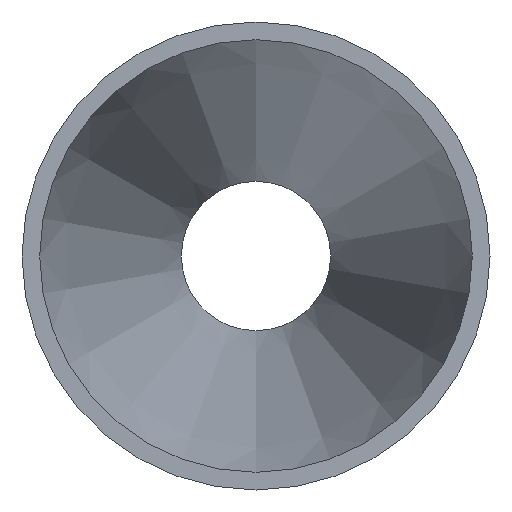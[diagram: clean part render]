
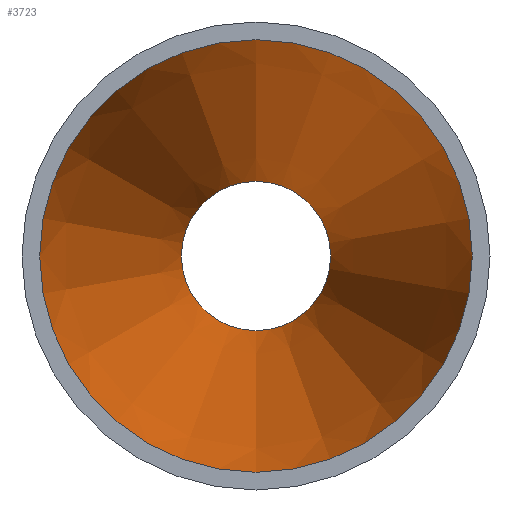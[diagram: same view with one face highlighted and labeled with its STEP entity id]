
A CAD part, front view. The second image highlights one B-rep face of the part: STEP entity #3723.
In plain terms, the highlighted conical face has half-angle 12.141 degrees and reference radius 24.954 mm.
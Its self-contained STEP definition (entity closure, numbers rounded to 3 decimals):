
#1018 = VERTEX_POINT ( 'NONE', #14171 ) ;
#1630 = ORIENTED_EDGE ( 'NONE', *, *, #1996, .F. ) ;
#1996 = EDGE_CURVE ( 'NONE', #6745, #6745, #7771, .T. ) ;
#2299 = EDGE_LOOP ( 'NONE', ( #1630 ) ) ;
#3185 = AXIS2_PLACEMENT_3D ( 'NONE', #6215, #10621, #3326 ) ;
#3326 = DIRECTION ( 'NONE',  ( 0., 0., -1. ) ) ;
#3723 = ADVANCED_FACE ( 'NONE', ( #10111, #12880 ), #17554, .F. ) ;
#4083 = DIRECTION ( 'NONE',  ( 0., 0., -1. ) ) ;
#4421 = DIRECTION ( 'NONE',  ( 0., -1., 0. ) ) ;
#6215 = CARTESIAN_POINT ( 'NONE',  ( 0., 76., 0. ) ) ;
#6745 = VERTEX_POINT ( 'NONE', #18379 ) ;
#7083 = ORIENTED_EDGE ( 'NONE', *, *, #8045, .T. ) ;
#7123 = DIRECTION ( 'NONE',  ( 0., 0., -1. ) ) ;
#7771 = CIRCLE ( 'NONE', #3185, 8.604 ) ;
#7910 = CIRCLE ( 'NONE', #13095, 24.954 ) ;
#8045 = EDGE_CURVE ( 'NONE', #1018, #1018, #7910, .T. ) ;
#8900 = CARTESIAN_POINT ( 'NONE',  ( 0., 0., 0. ) ) ;
#9219 = EDGE_LOOP ( 'NONE', ( #7083 ) ) ;
#10111 = FACE_BOUND ( 'NONE', #2299, .T. ) ;
#10621 = DIRECTION ( 'NONE',  ( 0., -1., 0. ) ) ;
#12880 = FACE_OUTER_BOUND ( 'NONE', #9219, .T. ) ;
#13095 = AXIS2_PLACEMENT_3D ( 'NONE', #8900, #4421, #7123 ) ;
#14171 = CARTESIAN_POINT ( 'NONE',  ( 0., 0., -24.954 ) ) ;
#15127 = AXIS2_PLACEMENT_3D ( 'NONE', #15916, #17157, #4083 ) ;
#15916 = CARTESIAN_POINT ( 'NONE',  ( 0., 0., 0. ) ) ;
#17157 = DIRECTION ( 'NONE',  ( 0., -1., 0. ) ) ;
#17554 = CONICAL_SURFACE ( 'NONE', #15127, 24.954, 0.212 ) ;
#18379 = CARTESIAN_POINT ( 'NONE',  ( 0., 76., -8.604 ) ) ;
